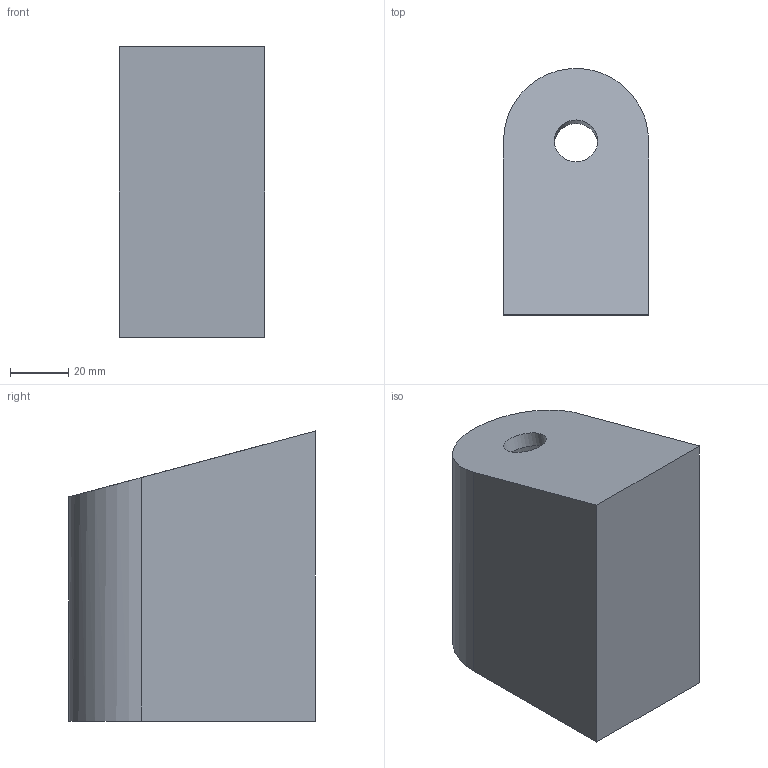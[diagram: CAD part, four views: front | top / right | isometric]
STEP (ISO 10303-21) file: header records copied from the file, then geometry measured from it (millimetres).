
FILE_DESCRIPTION (( 'STEP AP214' ), '1' );
FILE_NAME ('Pièce1.STEP', '2023-08-31T09:05:51', ( '' ), ( '' ), 'SwSTEP 2.0', 'SolidWorks 2022', '' );
FILE_SCHEMA (( 'AUTOMOTIVE_DESIGN' ));
Length unit declared in the file: millimetre
Products named in the file (1): Pièce1
Bounding box: 50 x 85 x 100 mm (x, y, z)
Volume: 117097.2 mm3; surface area: 48322.7 mm2
Topology: 1 solids, 1 shells, 12 faces, 27 edges, 18 vertices
Faces by surface type: plane 9, cylinder 3
Full cylindrical faces by diameter (mm): 15 x1
Entity records: 368 total; most frequent: CARTESIAN_POINT 63, DIRECTION 54, ORIENTED_EDGE 52, EDGE_CURVE 26, LINE 20, VECTOR 20, VERTEX_POINT 18, AXIS2_PLACEMENT_3D 17
